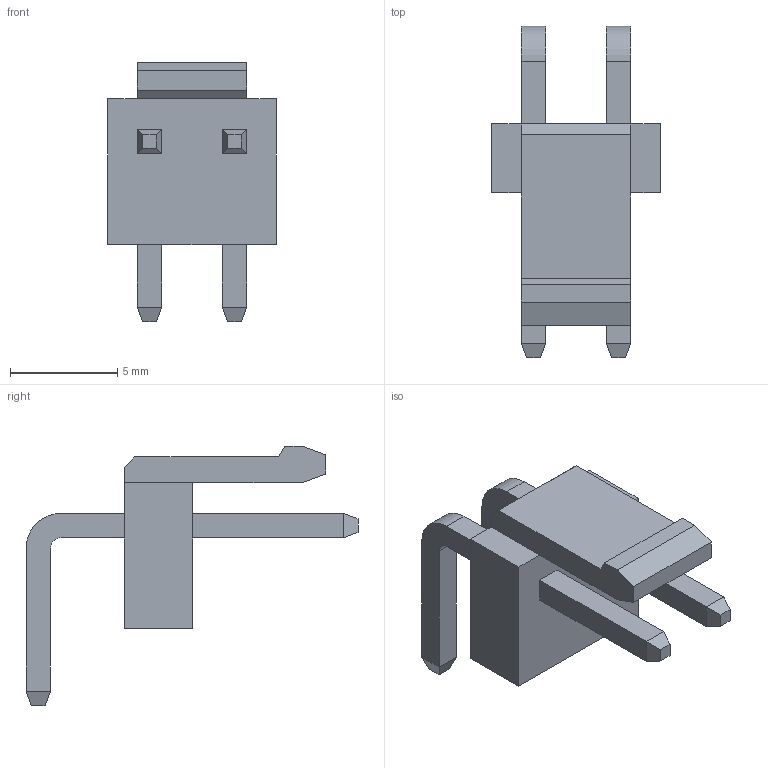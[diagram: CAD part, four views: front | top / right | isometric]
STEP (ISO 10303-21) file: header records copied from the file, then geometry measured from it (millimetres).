
FILE_DESCRIPTION(('FreeCAD Model'),'2;1');
FILE_NAME('Open CASCADE Shape Model','2025-12-04T19:51:44',(''),(''), 'Open CASCADE STEP processor 7.8','FreeCAD','Unknown');
FILE_SCHEMA(('AUTOMOTIVE_DESIGN { 1 0 10303 214 1 1 1 1 }'));
Length unit declared in the file: millimetre
Products named in the file (4): Assembly; B2PS-VH; BxPS-VH_2; pin^BxPS-VH ass
Assembly tree (4 placements, depth 3):
  Assembly
    B2PS-VH
      BxPS-VH_2
      pin^BxPS-VH ass  x2
Bounding box: 7.86 x 15.47 x 12.1 mm (x, y, z)
Volume: 280.6 mm3; surface area: 530.7 mm2
Topology: 3 solids, 3 shells, 61 faces, 147 edges, 92 vertices
Faces by surface type: plane 57, cylinder 4
Entity records: 1370 total; most frequent: CARTESIAN_POINT 223, ORIENTED_EDGE 214, DIRECTION 207, EDGE_CURVE 107, LINE 103, VECTOR 103, VERTEX_POINT 68, AXIS2_PLACEMENT_3D 52
